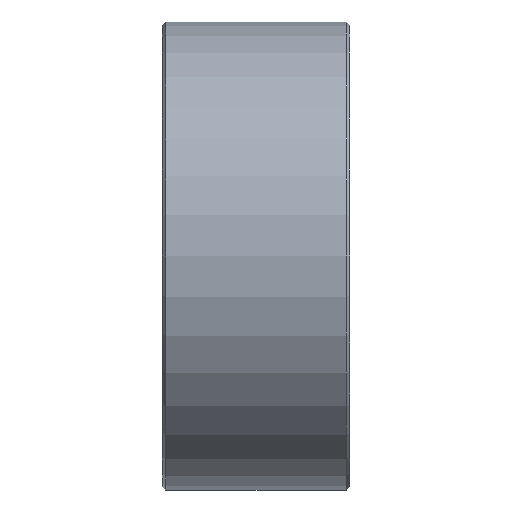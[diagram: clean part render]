
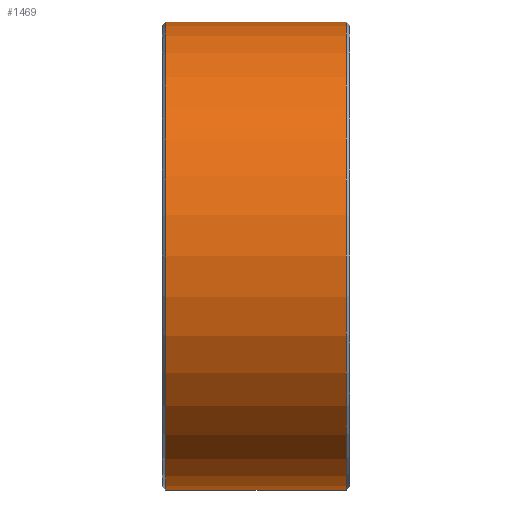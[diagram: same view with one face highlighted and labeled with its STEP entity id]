
A CAD part, left-side view. The second image highlights one B-rep face of the part: STEP entity #1469.
In plain terms, the highlighted cylindrical face has radius 5 mm (diameter 10 mm), a partial arc.
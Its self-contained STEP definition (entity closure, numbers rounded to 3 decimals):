
#4 = DIRECTION ( 'NONE',  ( 0., 0., 1. ) ) ;
#108 = CIRCLE ( 'NONE', #172, 5. ) ;
#125 = AXIS2_PLACEMENT_3D ( 'NONE', #714, #1998, #401 ) ;
#172 = AXIS2_PLACEMENT_3D ( 'NONE', #1744, #948, #4 ) ;
#201 = VECTOR ( 'NONE', #1249, 1000. ) ;
#322 = EDGE_CURVE ( 'NONE', #679, #659, #1468, .T. ) ;
#401 = DIRECTION ( 'NONE',  ( 0., 0., 1. ) ) ;
#433 = EDGE_CURVE ( 'NONE', #679, #598, #1869, .T. ) ;
#490 = CARTESIAN_POINT ( 'NONE',  ( 0., 1.93, 5. ) ) ;
#587 = ORIENTED_EDGE ( 'NONE', *, *, #877, .T. ) ;
#594 = DIRECTION ( 'NONE',  ( 0., -1., 0. ) ) ;
#598 = VERTEX_POINT ( 'NONE', #1132 ) ;
#611 = EDGE_LOOP ( 'NONE', ( #1402, #897, #587, #1060 ) ) ;
#659 = VERTEX_POINT ( 'NONE', #1779 ) ;
#679 = VERTEX_POINT ( 'NONE', #490 ) ;
#711 = CYLINDRICAL_SURFACE ( 'NONE', #715, 5. ) ;
#714 = CARTESIAN_POINT ( 'NONE',  ( 0., 1.93, 0. ) ) ;
#715 = AXIS2_PLACEMENT_3D ( 'NONE', #1865, #594, #1408 ) ;
#730 = CARTESIAN_POINT ( 'NONE',  ( 0., 2., -5. ) ) ;
#767 = CARTESIAN_POINT ( 'NONE',  ( 0., -1.93, -5. ) ) ;
#877 = EDGE_CURVE ( 'NONE', #659, #978, #888, .T. ) ;
#888 = LINE ( 'NONE', #730, #1400 ) ;
#897 = ORIENTED_EDGE ( 'NONE', *, *, #322, .T. ) ;
#948 = DIRECTION ( 'NONE',  ( 0., 1., 0. ) ) ;
#978 = VERTEX_POINT ( 'NONE', #767 ) ;
#1060 = ORIENTED_EDGE ( 'NONE', *, *, #1789, .T. ) ;
#1063 = DIRECTION ( 'NONE',  ( 0., -1., 0. ) ) ;
#1132 = CARTESIAN_POINT ( 'NONE',  ( 0., -1.93, 5. ) ) ;
#1175 = FACE_OUTER_BOUND ( 'NONE', #611, .T. ) ;
#1249 = DIRECTION ( 'NONE',  ( 0., -1., 0. ) ) ;
#1400 = VECTOR ( 'NONE', #1063, 1000. ) ;
#1402 = ORIENTED_EDGE ( 'NONE', *, *, #433, .F. ) ;
#1408 = DIRECTION ( 'NONE',  ( 0., 0., -1. ) ) ;
#1468 = CIRCLE ( 'NONE', #125, 5. ) ;
#1469 = ADVANCED_FACE ( 'NONE', ( #1175 ), #711, .T. ) ;
#1744 = CARTESIAN_POINT ( 'NONE',  ( 0., -1.93, 0. ) ) ;
#1779 = CARTESIAN_POINT ( 'NONE',  ( 0., 1.93, -5. ) ) ;
#1789 = EDGE_CURVE ( 'NONE', #978, #598, #108, .T. ) ;
#1865 = CARTESIAN_POINT ( 'NONE',  ( 0., 2., 0. ) ) ;
#1869 = LINE ( 'NONE', #2032, #201 ) ;
#1998 = DIRECTION ( 'NONE',  ( 0., -1., 0. ) ) ;
#2032 = CARTESIAN_POINT ( 'NONE',  ( 0., 2., 5. ) ) ;
